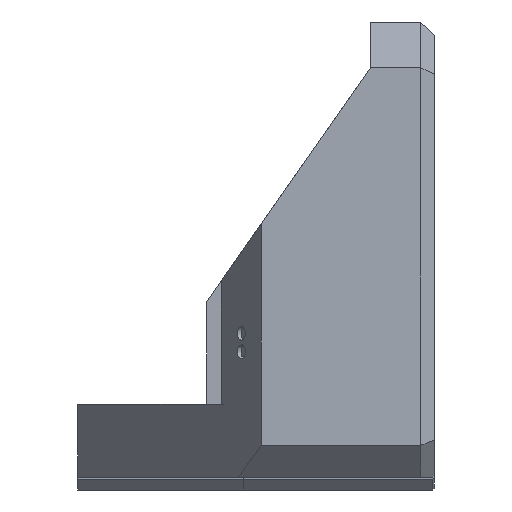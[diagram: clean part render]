
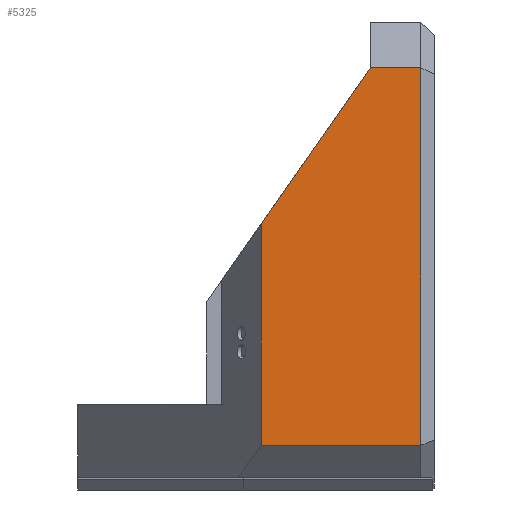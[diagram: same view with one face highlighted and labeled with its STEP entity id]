
A CAD part, left-side view. The second image highlights one B-rep face of the part: STEP entity #5325.
In plain terms, the highlighted planar face has unit normal (-1, 0, 0).
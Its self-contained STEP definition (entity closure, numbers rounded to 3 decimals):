
#433=FACE_OUTER_BOUND('',#747,.T.);
#747=EDGE_LOOP('',(#4423,#4424,#4425,#4426,#4427));
#1318=LINE('',#8444,#1960);
#1319=LINE('',#8447,#1961);
#1320=LINE('',#8449,#1962);
#1321=LINE('',#8451,#1963);
#1322=LINE('',#8452,#1964);
#1960=VECTOR('',#6888,10.);
#1961=VECTOR('',#6891,10.);
#1962=VECTOR('',#6892,10.);
#1963=VECTOR('',#6893,10.);
#1964=VECTOR('',#6894,10.);
#2483=VERTEX_POINT('',#8394);
#2498=VERTEX_POINT('',#8440);
#2499=VERTEX_POINT('',#8446);
#2500=VERTEX_POINT('',#8448);
#2501=VERTEX_POINT('',#8450);
#3171=EDGE_CURVE('',#2498,#2483,#1318,.T.);
#3172=EDGE_CURVE('',#2499,#2498,#1319,.T.);
#3173=EDGE_CURVE('',#2499,#2500,#1320,.T.);
#3174=EDGE_CURVE('',#2500,#2501,#1321,.T.);
#3175=EDGE_CURVE('',#2483,#2501,#1322,.T.);
#4423=ORIENTED_EDGE('',*,*,#3171,.F.);
#4424=ORIENTED_EDGE('',*,*,#3172,.F.);
#4425=ORIENTED_EDGE('',*,*,#3173,.T.);
#4426=ORIENTED_EDGE('',*,*,#3174,.T.);
#4427=ORIENTED_EDGE('',*,*,#3175,.F.);
#5046=PLANE('',#5728);
#5325=ADVANCED_FACE('',(#433),#5046,.T.);
#5728=AXIS2_PLACEMENT_3D('',#8445,#6889,#6890);
#6888=DIRECTION('',(0.,0.,-1.));
#6889=DIRECTION('center_axis',(-1.,0.,0.));
#6890=DIRECTION('ref_axis',(0.,-1.,0.));
#6891=DIRECTION('',(0.,-1.,0.));
#6892=DIRECTION('',(0.,0.574,-0.819));
#6893=DIRECTION('',(0.,0.,-1.));
#6894=DIRECTION('',(0.,1.,0.));
#8394=CARTESIAN_POINT('',(-26.25,1.5,3.5));
#8440=CARTESIAN_POINT('',(-26.25,1.5,45.));
#8444=CARTESIAN_POINT('',(-26.25,1.5,0.));
#8445=CARTESIAN_POINT('Origin',(-26.25,39.2,0.));
#8446=CARTESIAN_POINT('',(-26.25,7.,45.));
#8447=CARTESIAN_POINT('',(-26.25,29.4,45.));
#8448=CARTESIAN_POINT('',(-26.25,19.,27.862));
#8449=CARTESIAN_POINT('',(-26.25,31.868,9.484));
#8450=CARTESIAN_POINT('',(-26.25,19.,3.5));
#8451=CARTESIAN_POINT('',(-26.25,19.,4.));
#8452=CARTESIAN_POINT('',(-26.25,29.4,3.5));
